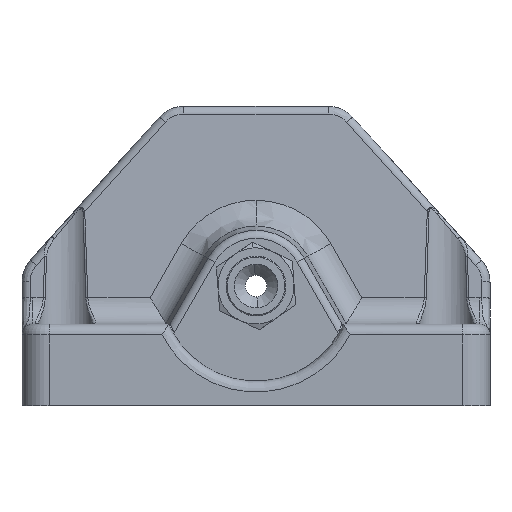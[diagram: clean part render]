
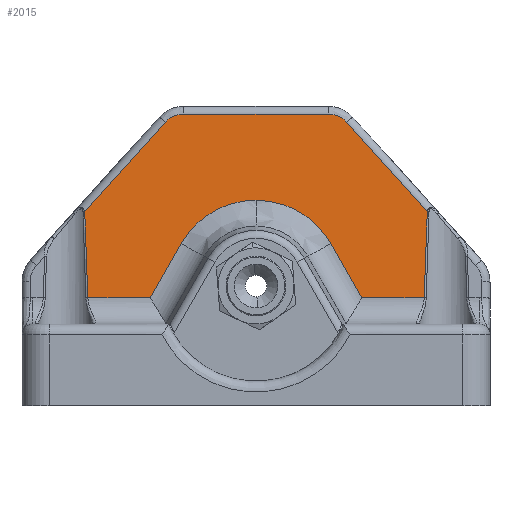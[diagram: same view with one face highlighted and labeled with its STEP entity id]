
A CAD part, front view. The second image highlights one B-rep face of the part: STEP entity #2015.
In plain terms, the highlighted planar face has unit normal (0, -0.999, 0.035).
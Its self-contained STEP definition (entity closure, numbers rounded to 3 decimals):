
#12 = VERTEX_POINT ( 'NONE', #3044 ) ;
#99 = DIRECTION ( 'NONE',  ( 1., 0., 0. ) ) ;
#341 = CARTESIAN_POINT ( 'NONE',  ( -89.433, -48.655, 24.627 ) ) ;
#693 = LINE ( 'NONE', #2443, #4937 ) ;
#990 = CARTESIAN_POINT ( 'NONE',  ( -86.52, -49.434, 2.326 ) ) ;
#999 = CARTESIAN_POINT ( 'NONE',  ( -78.598, -49.155, 10.313 ) ) ;
#1046 = VERTEX_POINT ( 'NONE', #5906 ) ;
#1306 = VECTOR ( 'NONE', #99, 1000. ) ;
#1490 = ORIENTED_EDGE ( 'NONE', *, *, #1592, .T. ) ;
#1592 = EDGE_CURVE ( 'NONE', #21181, #19660, #3527, .T. ) ;
#1746 = VERTEX_POINT ( 'NONE', #12372 ) ;
#2015 = ADVANCED_FACE ( 'NONE', ( #6384 ), #8149, .T. ) ;
#2443 = CARTESIAN_POINT ( 'NONE',  ( -56.087, -48.656, 24.599 ) ) ;
#3044 = CARTESIAN_POINT ( 'NONE',  ( -89.433, -48.655, 24.627 ) ) ;
#3527 = LINE ( 'NONE', #19262, #22508 ) ;
#3647 = LINE ( 'NONE', #9818, #9109 ) ;
#3829 = VECTOR ( 'NONE', #14351, 1000. ) ;
#4022 = ORIENTED_EDGE ( 'NONE', *, *, #16801, .T. ) ;
#4194 = VERTEX_POINT ( 'NONE', #990 ) ;
#4860 = CARTESIAN_POINT ( 'NONE',  ( -72.773, -49.155, 10.313 ) ) ;
#4908 = VERTEX_POINT ( 'NONE', #18285 ) ;
#4937 = VECTOR ( 'NONE', #6063, 1000. ) ;
#5081 = VERTEX_POINT ( 'NONE', #13403 ) ;
#5170 = AXIS2_PLACEMENT_3D ( 'NONE', #9915, #20983, #10000 ) ;
#5713 =( BOUNDED_CURVE ( )  B_SPLINE_CURVE ( 3, ( #22972, #10116, #999, #13791 ),
 .UNSPECIFIED., .F., .T. ) 
 B_SPLINE_CURVE_WITH_KNOTS ( ( 4, 4 ),
 ( 5.231, 6.283 ),
 .UNSPECIFIED. ) 
 CURVE ( )  GEOMETRIC_REPRESENTATION_ITEM ( )  RATIONAL_B_SPLINE_CURVE ( ( 1., 0.91, 0.91, 1. ) ) 
 REPRESENTATION_ITEM ( '' )  );
#5906 = CARTESIAN_POINT ( 'NONE',  ( -92.186, -49.781, -7.611 ) ) ;
#6014 = CARTESIAN_POINT ( 'NONE',  ( -56.112, -48.655, 24.627 ) ) ;
#6063 = DIRECTION ( 'NONE',  ( -0.669, 0.026, 0.743 ) ) ;
#6262 = ORIENTED_EDGE ( 'NONE', *, *, #15039, .T. ) ;
#6384 = FACE_OUTER_BOUND ( 'NONE', #21556, .T. ) ;
#6755 = CARTESIAN_POINT ( 'NONE',  ( -41.871, -49.781, -7.611 ) ) ;
#6799 = EDGE_CURVE ( 'NONE', #5081, #9681, #9656, .T. ) ;
#6835 = CARTESIAN_POINT ( 'NONE',  ( -104.245, -49.23, 8.178 ) ) ;
#7871 = CARTESIAN_POINT ( 'NONE',  ( -56.978, -48.622, 25.59 ) ) ;
#7982 = EDGE_CURVE ( 'NONE', #9219, #4908, #18962, .T. ) ;
#8149 = PLANE ( 'NONE',  #5170 ) ;
#8199 =( BOUNDED_CURVE ( )  B_SPLINE_CURVE ( 3, ( #6835, #17806, #21528, #10534 ),
 .UNSPECIFIED., .F., .F. ) 
 B_SPLINE_CURVE_WITH_KNOTS ( ( 4, 4 ),
 ( 0.696, 0.841 ),
 .UNSPECIFIED. ) 
 CURVE ( )  GEOMETRIC_REPRESENTATION_ITEM ( )  RATIONAL_B_SPLINE_CURVE ( ( 1., 0.998, 0.998, 1. ) ) 
 REPRESENTATION_ITEM ( '' )  );
#8257 = DIRECTION ( 'NONE',  ( -1., 0., 0. ) ) ;
#8282 = CARTESIAN_POINT ( 'NONE',  ( -103.675, -49.781, -7.611 ) ) ;
#8597 = CARTESIAN_POINT ( 'NONE',  ( -41.504, -49.4, 3.313 ) ) ;
#8731 = EDGE_CURVE ( 'NONE', #1746, #22662, #8199, .T. ) ;
#8877 = ORIENTED_EDGE ( 'NONE', *, *, #18019, .T. ) ;
#9109 = VECTOR ( 'NONE', #20813, 1000. ) ;
#9219 = VERTEX_POINT ( 'NONE', #17749 ) ;
#9428 = CARTESIAN_POINT ( 'NONE',  ( -86.089, -48.603, 26.116 ) ) ;
#9575 = CARTESIAN_POINT ( 'NONE',  ( -59.026, -49.434, 2.326 ) ) ;
#9656 =( BOUNDED_CURVE ( )  B_SPLINE_CURVE ( 3, ( #6014, #7871, #22570, #11550 ),
 .UNSPECIFIED., .F., .T. ) 
 B_SPLINE_CURVE_WITH_KNOTS ( ( 4, 4 ),
 ( 5.445, 6.283 ),
 .UNSPECIFIED. ) 
 CURVE ( )  GEOMETRIC_REPRESENTATION_ITEM ( )  RATIONAL_B_SPLINE_CURVE ( ( 1., 0.942, 0.942, 1. ) ) 
 REPRESENTATION_ITEM ( '' )  );
#9681 = VERTEX_POINT ( 'NONE', #23399 ) ;
#9818 = CARTESIAN_POINT ( 'NONE',  ( -103.418, -49.198, 9.096 ) ) ;
#9915 = CARTESIAN_POINT ( 'NONE',  ( -115.773, -49.95, -12.436 ) ) ;
#10000 = DIRECTION ( 'NONE',  ( 0., -0.035, -0.999 ) ) ;
#10116 = CARTESIAN_POINT ( 'NONE',  ( -83.634, -49.258, 7.387 ) ) ;
#10426 = CARTESIAN_POINT ( 'NONE',  ( -61.911, -49.258, 7.387 ) ) ;
#10494 = CARTESIAN_POINT ( 'NONE',  ( -115.773, -49.781, -7.611 ) ) ;
#10533 = CARTESIAN_POINT ( 'NONE',  ( -53.359, -49.781, -7.611 ) ) ;
#10534 = CARTESIAN_POINT ( 'NONE',  ( -103.675, -49.781, -7.611 ) ) ;
#11275 = CARTESIAN_POINT ( 'NONE',  ( -88.567, -48.622, 25.59 ) ) ;
#11550 = CARTESIAN_POINT ( 'NONE',  ( -59.456, -48.603, 26.116 ) ) ;
#11599 = EDGE_CURVE ( 'NONE', #19660, #9219, #15910, .T. ) ;
#11934 = VERTEX_POINT ( 'NONE', #12058 ) ;
#12058 = CARTESIAN_POINT ( 'NONE',  ( -72.773, -49.155, 10.313 ) ) ;
#12323 = DIRECTION ( 'NONE',  ( 1., 0., 0. ) ) ;
#12372 = CARTESIAN_POINT ( 'NONE',  ( -104.245, -49.23, 8.178 ) ) ;
#12445 = ORIENTED_EDGE ( 'NONE', *, *, #11599, .T. ) ;
#12468 = EDGE_CURVE ( 'NONE', #1046, #4194, #23403, .T. ) ;
#12500 = CARTESIAN_POINT ( 'NONE',  ( -86.457, -49.43, 2.437 ) ) ;
#12559 = LINE ( 'NONE', #15523, #22366 ) ;
#12868 = CARTESIAN_POINT ( 'NONE',  ( -115.773, -49.781, -7.611 ) ) ;
#13081 =( BOUNDED_CURVE ( )  B_SPLINE_CURVE ( 3, ( #9428, #20430, #11275, #341 ),
 .UNSPECIFIED., .F., .F. ) 
 B_SPLINE_CURVE_WITH_KNOTS ( ( 4, 4 ),
 ( 3.142, 3.979 ),
 .UNSPECIFIED. ) 
 CURVE ( )  GEOMETRIC_REPRESENTATION_ITEM ( )  RATIONAL_B_SPLINE_CURVE ( ( 1., 0.942, 0.942, 1. ) ) 
 REPRESENTATION_ITEM ( '' )  );
#13212 = EDGE_CURVE ( 'NONE', #15444, #12, #13081, .T. ) ;
#13403 = CARTESIAN_POINT ( 'NONE',  ( -56.112, -48.655, 24.627 ) ) ;
#13791 = CARTESIAN_POINT ( 'NONE',  ( -72.773, -49.155, 10.313 ) ) ;
#14174 = ORIENTED_EDGE ( 'NONE', *, *, #23753, .T. ) ;
#14351 = DIRECTION ( 'NONE',  ( 0.495, 0.03, 0.868 ) ) ;
#14462 = ORIENTED_EDGE ( 'NONE', *, *, #6799, .T. ) ;
#14802 = ORIENTED_EDGE ( 'NONE', *, *, #18459, .T. ) ;
#14897 = ORIENTED_EDGE ( 'NONE', *, *, #21792, .T. ) ;
#15039 = EDGE_CURVE ( 'NONE', #4908, #5081, #693, .T. ) ;
#15205 = LINE ( 'NONE', #10494, #19518 ) ;
#15444 = VERTEX_POINT ( 'NONE', #16696 ) ;
#15523 = CARTESIAN_POINT ( 'NONE',  ( -86.089, -48.603, 26.116 ) ) ;
#15910 = LINE ( 'NONE', #12868, #1306 ) ;
#16263 = ORIENTED_EDGE ( 'NONE', *, *, #13212, .T. ) ;
#16696 = CARTESIAN_POINT ( 'NONE',  ( -86.089, -48.603, 26.116 ) ) ;
#16801 = EDGE_CURVE ( 'NONE', #22662, #1046, #15205, .T. ) ;
#17673 = CARTESIAN_POINT ( 'NONE',  ( -66.948, -49.155, 10.313 ) ) ;
#17749 = CARTESIAN_POINT ( 'NONE',  ( -41.871, -49.781, -7.611 ) ) ;
#17806 = CARTESIAN_POINT ( 'NONE',  ( -104.042, -49.4, 3.313 ) ) ;
#18019 = EDGE_CURVE ( 'NONE', #11934, #21181, #20958, .T. ) ;
#18285 = CARTESIAN_POINT ( 'NONE',  ( -41.301, -49.23, 8.178 ) ) ;
#18384 = ORIENTED_EDGE ( 'NONE', *, *, #12468, .T. ) ;
#18459 = EDGE_CURVE ( 'NONE', #9681, #15444, #12559, .T. ) ;
#18962 =( BOUNDED_CURVE ( )  B_SPLINE_CURVE ( 3, ( #6755, #19580, #8597, #21439 ),
 .UNSPECIFIED., .F., .F. ) 
 B_SPLINE_CURVE_WITH_KNOTS ( ( 4, 4 ),
 ( 5.442, 5.587 ),
 .UNSPECIFIED. ) 
 CURVE ( )  GEOMETRIC_REPRESENTATION_ITEM ( )  RATIONAL_B_SPLINE_CURVE ( ( 1., 0.998, 0.998, 1. ) ) 
 REPRESENTATION_ITEM ( '' )  );
#19174 = DIRECTION ( 'NONE',  ( 0.495, -0.03, -0.868 ) ) ;
#19262 = CARTESIAN_POINT ( 'NONE',  ( -51.771, -49.879, -10.396 ) ) ;
#19518 = VECTOR ( 'NONE', #12323, 1000. ) ;
#19580 = CARTESIAN_POINT ( 'NONE',  ( -41.694, -49.584, -1.959 ) ) ;
#19660 = VERTEX_POINT ( 'NONE', #10533 ) ;
#20302 = ORIENTED_EDGE ( 'NONE', *, *, #8731, .T. ) ;
#20430 = CARTESIAN_POINT ( 'NONE',  ( -87.384, -48.603, 26.116 ) ) ;
#20813 = DIRECTION ( 'NONE',  ( -0.669, -0.026, -0.743 ) ) ;
#20958 =( BOUNDED_CURVE ( )  B_SPLINE_CURVE ( 3, ( #4860, #17673, #10426, #23290 ),
 .UNSPECIFIED., .F., .T. ) 
 B_SPLINE_CURVE_WITH_KNOTS ( ( 4, 4 ),
 ( 0., 1.053 ),
 .UNSPECIFIED. ) 
 CURVE ( )  GEOMETRIC_REPRESENTATION_ITEM ( )  RATIONAL_B_SPLINE_CURVE ( ( 1., 0.91, 0.91, 1. ) ) 
 REPRESENTATION_ITEM ( '' )  );
#20983 = DIRECTION ( 'NONE',  ( 0., -0.999, 0.035 ) ) ;
#21181 = VERTEX_POINT ( 'NONE', #9575 ) ;
#21439 = CARTESIAN_POINT ( 'NONE',  ( -41.301, -49.23, 8.178 ) ) ;
#21528 = CARTESIAN_POINT ( 'NONE',  ( -103.851, -49.584, -1.959 ) ) ;
#21556 = EDGE_LOOP ( 'NONE', ( #14174, #20302, #4022, #18384, #14897, #8877, #1490, #12445, #23077, #6262, #14462, #14802, #16263 ) ) ;
#21792 = EDGE_CURVE ( 'NONE', #4194, #11934, #5713, .T. ) ;
#22366 = VECTOR ( 'NONE', #8257, 1000. ) ;
#22508 = VECTOR ( 'NONE', #19174, 1000. ) ;
#22570 = CARTESIAN_POINT ( 'NONE',  ( -58.161, -48.603, 26.116 ) ) ;
#22662 = VERTEX_POINT ( 'NONE', #8282 ) ;
#22972 = CARTESIAN_POINT ( 'NONE',  ( -86.52, -49.434, 2.326 ) ) ;
#23077 = ORIENTED_EDGE ( 'NONE', *, *, #7982, .T. ) ;
#23290 = CARTESIAN_POINT ( 'NONE',  ( -59.026, -49.434, 2.326 ) ) ;
#23399 = CARTESIAN_POINT ( 'NONE',  ( -59.456, -48.603, 26.116 ) ) ;
#23403 = LINE ( 'NONE', #12500, #3829 ) ;
#23753 = EDGE_CURVE ( 'NONE', #12, #1746, #3647, .T. ) ;
